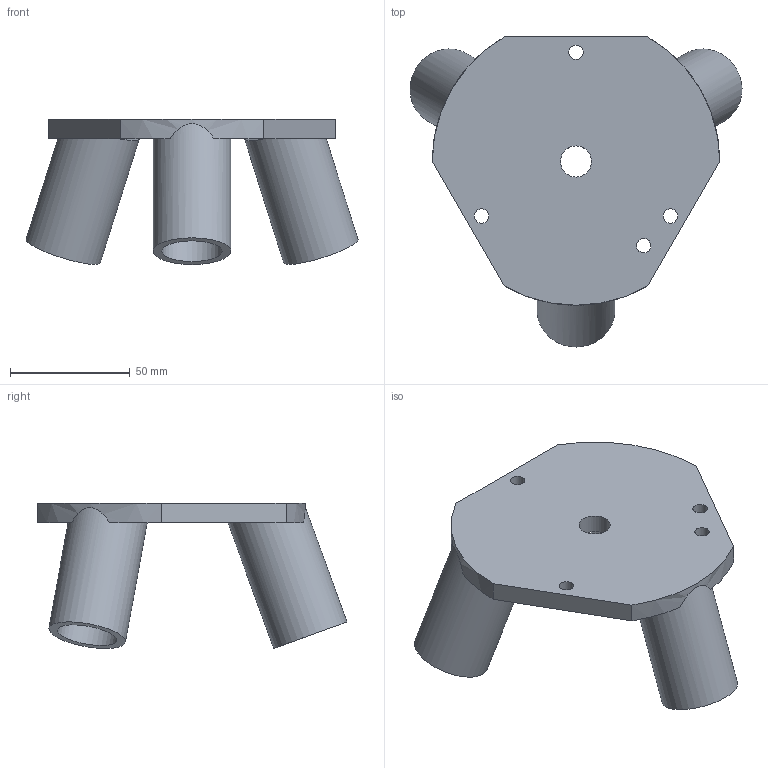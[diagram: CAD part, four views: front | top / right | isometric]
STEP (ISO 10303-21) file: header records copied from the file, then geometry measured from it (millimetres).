
FILE_DESCRIPTION(/* description */ (''),/* implementation_level */ '2;1');
FILE_NAME(/* name */ 'antennatripod v4.stp',/* time_stamp */ '2023-01-01T15:18:17+01:00',/* author */ (''),/* organization */ (''),/* preprocessor_version */ 'ST-DEVELOPER v19.2',/* originating_system */ 'Autodesk Translation Framework v11.17.0.187',/* authorisation */ '');
FILE_SCHEMA (('AUTOMOTIVE_DESIGN { 1 0 10303 214 3 1 1 }'));
Length unit declared in the file: millimetre
Products named in the file (1): antenna_tripod
Bounding box: 138.59 x 129.33 x 60.54 mm (x, y, z)
Volume: 130504.1 mm3; surface area: 51385.2 mm2
Topology: 1 solids, 1 shells, 27 faces, 72 edges, 50 vertices
Faces by surface type: cylinder 14, plane 13
Full cylindrical faces by diameter (mm): 6 x4, 13 x1, 25.2 x3, 32.5 x3
Entity records: 972 total; most frequent: CARTESIAN_POINT 218, DIRECTION 155, ORIENTED_EDGE 144, EDGE_CURVE 72, AXIS2_PLACEMENT_3D 65, VERTEX_POINT 50, EDGE_LOOP 40, CIRCLE 28
